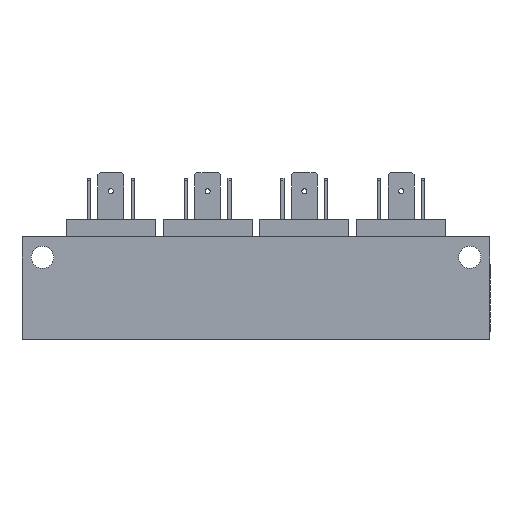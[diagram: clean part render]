
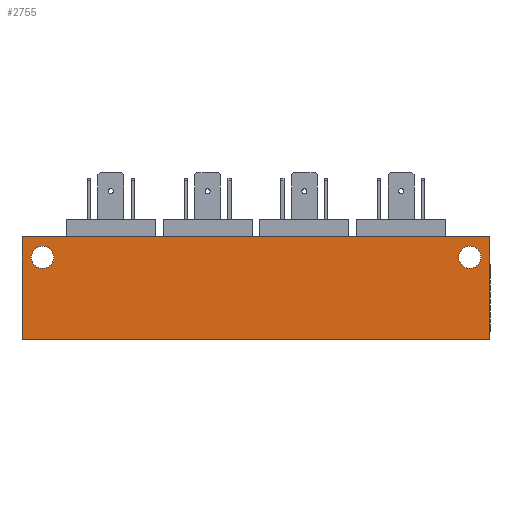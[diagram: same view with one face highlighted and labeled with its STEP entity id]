
A CAD part, front view. The second image highlights one B-rep face of the part: STEP entity #2755.
In plain terms, the highlighted planar face has unit normal (0, -1, 0).
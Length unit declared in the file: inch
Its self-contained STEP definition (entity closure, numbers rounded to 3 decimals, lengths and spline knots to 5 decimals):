
#161 = ORIENTED_EDGE ( 'NONE', *, *, #16251, .F. ) ;
#852 = CARTESIAN_POINT ( 'NONE',  ( -0.197, 0., -0.2 ) ) ;
#1297 = ORIENTED_EDGE ( 'NONE', *, *, #28091, .T. ) ;
#1420 = EDGE_LOOP ( 'NONE', ( #5566, #2990 ) ) ;
#1575 = VECTOR ( 'NONE', #30340, 39.37008 ) ;
#1662 = CIRCLE ( 'NONE', #25606, 0.1085 ) ;
#1723 = EDGE_LOOP ( 'NONE', ( #6914, #161 ) ) ;
#2755 = ADVANCED_FACE ( 'Defeatured_0_9', ( #29931, #8594, #4212 ), #13581, .F. ) ;
#2767 = CARTESIAN_POINT ( 'NONE',  ( -4.567, 0., -0.5 ) ) ;
#2971 = CARTESIAN_POINT ( 'NONE',  ( 0., 0., -1. ) ) ;
#2990 = ORIENTED_EDGE ( 'NONE', *, *, #17527, .F. ) ;
#3399 = EDGE_CURVE ( 'NONE', #6393, #13477, #23772, .T. ) ;
#3468 = ORIENTED_EDGE ( 'NONE', *, *, #3399, .T. ) ;
#3525 = DIRECTION ( 'NONE',  ( -1., 0., 0. ) ) ;
#3635 = CARTESIAN_POINT ( 'NONE',  ( -4.4755, 0., -0.20001 ) ) ;
#3796 = EDGE_CURVE ( 'NONE', #20523, #14754, #12953, .T. ) ;
#3840 = DIRECTION ( 'NONE',  ( 0., -1., 0. ) ) ;
#4212 = FACE_BOUND ( 'NONE', #1420, .T. ) ;
#5020 = CARTESIAN_POINT ( 'NONE',  ( 0., 0., -1. ) ) ;
#5222 = EDGE_CURVE ( 'NONE', #7761, #15969, #28297, .T. ) ;
#5566 = ORIENTED_EDGE ( 'NONE', *, *, #3796, .F. ) ;
#5733 = CARTESIAN_POINT ( 'NONE',  ( -4.567, 0., -1. ) ) ;
#5745 = EDGE_CURVE ( 'NONE', #24720, #30153, #14870, .T. ) ;
#5926 = DIRECTION ( 'NONE',  ( -1., 0., 0. ) ) ;
#6393 = VERTEX_POINT ( 'NONE', #5733 ) ;
#6617 = VECTOR ( 'NONE', #24097, 39.37008 ) ;
#6914 = ORIENTED_EDGE ( 'NONE', *, *, #5222, .F. ) ;
#7319 = LINE ( 'NONE', #2767, #20855 ) ;
#7335 = ORIENTED_EDGE ( 'NONE', *, *, #5745, .F. ) ;
#7761 = VERTEX_POINT ( 'NONE', #3635 ) ;
#7934 = DIRECTION ( 'NONE',  ( 0., -1., 0. ) ) ;
#8594 = FACE_BOUND ( 'NONE', #1723, .T. ) ;
#8980 = DIRECTION ( 'NONE',  ( -1., 0., 0. ) ) ;
#9751 = CARTESIAN_POINT ( 'NONE',  ( -4.567, 0., 0. ) ) ;
#9965 = AXIS2_PLACEMENT_3D ( 'NONE', #30258, #18096, #5926 ) ;
#10431 = CARTESIAN_POINT ( 'NONE',  ( -0.197, 0., -0.2 ) ) ;
#12135 = DIRECTION ( 'NONE',  ( 0., -1., 0. ) ) ;
#12953 = CIRCLE ( 'NONE', #30390, 0.1085 ) ;
#13064 = DIRECTION ( 'NONE',  ( -1., 0., 0. ) ) ;
#13477 = VERTEX_POINT ( 'NONE', #2971 ) ;
#13581 = PLANE ( 'NONE',  #9965 ) ;
#14754 = VERTEX_POINT ( 'NONE', #30788 ) ;
#14842 = AXIS2_PLACEMENT_3D ( 'NONE', #24148, #12135, #23692 ) ;
#14870 = LINE ( 'NONE', #9751, #6617 ) ;
#15484 = VECTOR ( 'NONE', #28287, 39.37008 ) ;
#15969 = VERTEX_POINT ( 'NONE', #25747 ) ;
#16251 = EDGE_CURVE ( 'NONE', #15969, #7761, #25696, .T. ) ;
#16659 = DIRECTION ( 'NONE',  ( 0., 0., 1. ) ) ;
#17527 = EDGE_CURVE ( 'NONE', #14754, #20523, #1662, .T. ) ;
#18096 = DIRECTION ( 'NONE',  ( 0., 1., 0. ) ) ;
#18705 = CARTESIAN_POINT ( 'NONE',  ( 0., 0., 0. ) ) ;
#20179 = AXIS2_PLACEMENT_3D ( 'NONE', #27411, #3840, #13064 ) ;
#20523 = VERTEX_POINT ( 'NONE', #26408 ) ;
#20855 = VECTOR ( 'NONE', #16659, 39.37008 ) ;
#20995 = LINE ( 'NONE', #21308, #1575 ) ;
#21308 = CARTESIAN_POINT ( 'NONE',  ( 0., 0., -0.5 ) ) ;
#23011 = DIRECTION ( 'NONE',  ( 0., -1., 0. ) ) ;
#23692 = DIRECTION ( 'NONE',  ( -1., 0., 0. ) ) ;
#23772 = LINE ( 'NONE', #5020, #15484 ) ;
#24077 = ORIENTED_EDGE ( 'NONE', *, *, #24412, .F. ) ;
#24097 = DIRECTION ( 'NONE',  ( 1., 0., 0. ) ) ;
#24148 = CARTESIAN_POINT ( 'NONE',  ( -4.367, 0., -0.2 ) ) ;
#24412 = EDGE_CURVE ( 'NONE', #6393, #24720, #7319, .T. ) ;
#24720 = VERTEX_POINT ( 'NONE', #30071 ) ;
#25606 = AXIS2_PLACEMENT_3D ( 'NONE', #852, #23011, #8980 ) ;
#25696 = CIRCLE ( 'NONE', #20179, 0.1085 ) ;
#25747 = CARTESIAN_POINT ( 'NONE',  ( -4.2585, 0., -0.19999 ) ) ;
#26408 = CARTESIAN_POINT ( 'NONE',  ( -0.3055, 0., -0.20001 ) ) ;
#27411 = CARTESIAN_POINT ( 'NONE',  ( -4.367, 0., -0.2 ) ) ;
#28091 = EDGE_CURVE ( 'NONE', #13477, #30153, #20995, .T. ) ;
#28287 = DIRECTION ( 'NONE',  ( 1., 0., 0. ) ) ;
#28297 = CIRCLE ( 'NONE', #14842, 0.1085 ) ;
#29493 = EDGE_LOOP ( 'NONE', ( #3468, #1297, #7335, #24077 ) ) ;
#29931 = FACE_OUTER_BOUND ( 'NONE', #29493, .T. ) ;
#30071 = CARTESIAN_POINT ( 'NONE',  ( -4.567, 0., 0. ) ) ;
#30153 = VERTEX_POINT ( 'NONE', #18705 ) ;
#30258 = CARTESIAN_POINT ( 'NONE',  ( 0., 0., 0. ) ) ;
#30340 = DIRECTION ( 'NONE',  ( 0., 0., 1. ) ) ;
#30390 = AXIS2_PLACEMENT_3D ( 'NONE', #10431, #7934, #3525 ) ;
#30788 = CARTESIAN_POINT ( 'NONE',  ( -0.0885, 0., -0.19999 ) ) ;
